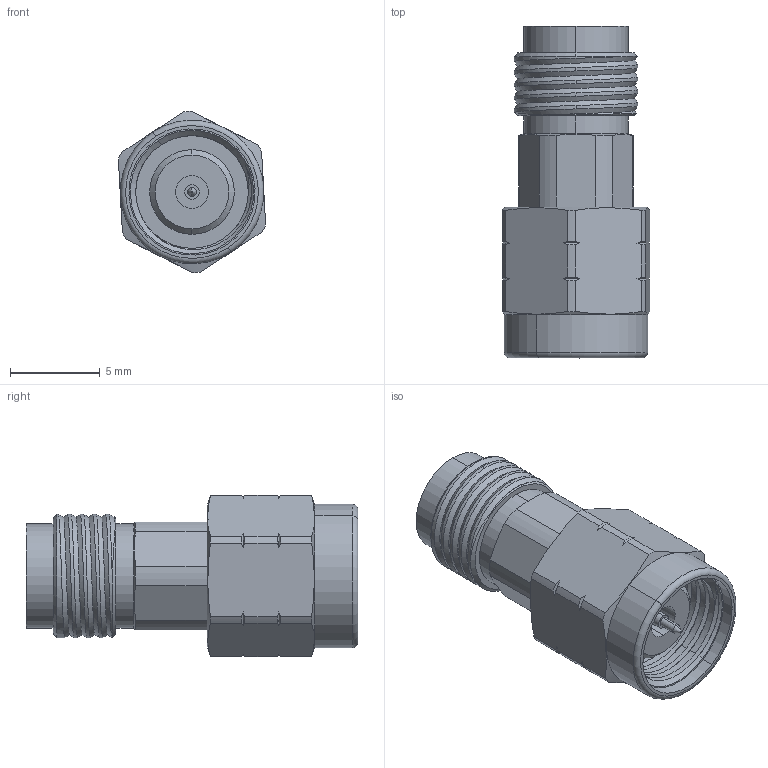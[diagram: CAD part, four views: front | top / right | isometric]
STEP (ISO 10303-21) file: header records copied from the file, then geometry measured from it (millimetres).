
FILE_DESCRIPTION (( 'STEP AP214' ), '1' );
FILE_NAME ('CA-V-9.STEP', '2026-01-27T00:34:26', ( '' ), ( '' ), 'SwSTEP 2.0', 'SolidWorks 2021', '' );
FILE_SCHEMA (( 'AUTOMOTIVE_DESIGN' ));
Length unit declared in the file: inch
Products named in the file (1): CA-V-9
Bounding box: 8.21 x 18.5 x 9 mm (x, y, z)
Volume: 540.5 mm3; surface area: 1010.2 mm2
Topology: 3 solids, 3 shells, 162 faces, 409 edges, 268 vertices
Faces by surface type: cylinder 80, cone 42, plane 34, bspline 4, torus 2
Entity records: 9567 total; most frequent: CARTESIAN_POINT 3632, ORIENTED_EDGE 818, DIRECTION 754, EDGE_CURVE 409, AXIS2_PLACEMENT_3D 312, VERTEX_POINT 268, EDGE_LOOP 179, DIMENSIONAL_EXPONENTS 167
